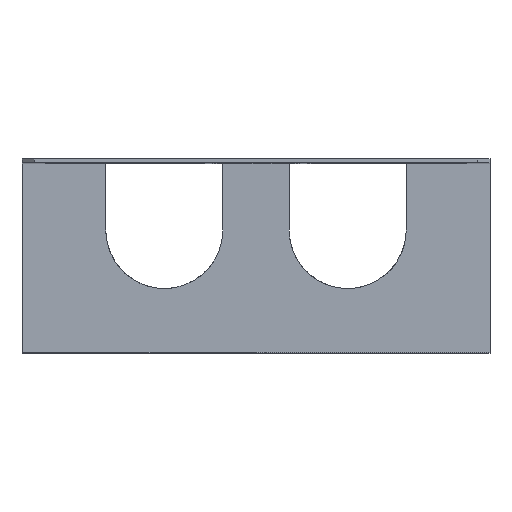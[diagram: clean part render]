
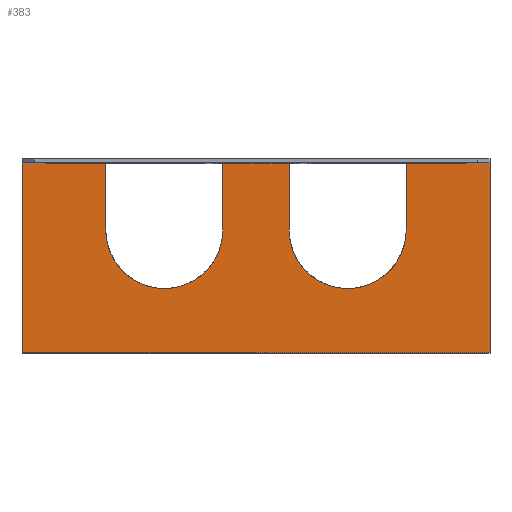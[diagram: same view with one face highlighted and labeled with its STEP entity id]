
A CAD part, top view. The second image highlights one B-rep face of the part: STEP entity #383.
In plain terms, the highlighted planar face has unit normal (0, 0, 1).
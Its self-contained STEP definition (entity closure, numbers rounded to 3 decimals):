
#383=ADVANCED_FACE('',(#689),#5416,.T.);
#689=FACE_OUTER_BOUND('',#1041,.T.);
#1041=EDGE_LOOP('',(#2559,#2560,#2561,#2562,#2563,#2564,#2565,#2566,#2567,
#2568,#2569,#2570));
#2559=ORIENTED_EDGE('',*,*,#3667,.F.);
#2560=ORIENTED_EDGE('',*,*,#3666,.F.);
#2561=ORIENTED_EDGE('',*,*,#3647,.F.);
#2562=ORIENTED_EDGE('',*,*,#3661,.F.);
#2563=ORIENTED_EDGE('',*,*,#3074,.T.);
#2564=ORIENTED_EDGE('',*,*,#3665,.F.);
#2565=ORIENTED_EDGE('',*,*,#3646,.F.);
#2566=ORIENTED_EDGE('',*,*,#3664,.T.);
#2567=ORIENTED_EDGE('',*,*,#3085,.T.);
#2568=ORIENTED_EDGE('',*,*,#3662,.F.);
#2569=ORIENTED_EDGE('',*,*,#3645,.T.);
#2570=ORIENTED_EDGE('',*,*,#3663,.T.);
#3074=EDGE_CURVE('',#4727,#4729,#3735,.T.);
#3085=EDGE_CURVE('',#4736,#4735,#3738,.T.);
#3645=EDGE_CURVE('',#5105,#5106,#4520,.T.);
#3646=EDGE_CURVE('',#5107,#5108,#4521,.T.);
#3647=EDGE_CURVE('',#5104,#5109,#4522,.T.);
#3661=EDGE_CURVE('',#4727,#5104,#3879,.T.);
#3662=EDGE_CURVE('',#5105,#4735,#3880,.T.);
#3663=EDGE_CURVE('',#5106,#5116,#4536,.T.);
#3664=EDGE_CURVE('',#5107,#4736,#3881,.T.);
#3665=EDGE_CURVE('',#5108,#4729,#3882,.T.);
#3666=EDGE_CURVE('',#5109,#5117,#4537,.T.);
#3667=EDGE_CURVE('',#5117,#5116,#4538,.T.);
#3735=(
BOUNDED_CURVE()
B_SPLINE_CURVE(2,(#9700,#9701,#9702,#9703,#9704),.UNSPECIFIED.,.F.,.F.)
B_SPLINE_CURVE_WITH_KNOTS((3,2,3),(-47.124,-23.562,
0.),.UNSPECIFIED.)
CURVE()
GEOMETRIC_REPRESENTATION_ITEM()
RATIONAL_B_SPLINE_CURVE((1.,0.707,1.,0.707,1.))
REPRESENTATION_ITEM('')
);
#3738=(
BOUNDED_CURVE()
B_SPLINE_CURVE(2,(#9731,#9732,#9733,#9734,#9735),.UNSPECIFIED.,.F.,.F.)
B_SPLINE_CURVE_WITH_KNOTS((3,2,3),(-47.124,-23.562,
0.),.UNSPECIFIED.)
CURVE()
GEOMETRIC_REPRESENTATION_ITEM()
RATIONAL_B_SPLINE_CURVE((1.,0.707,1.,0.707,1.))
REPRESENTATION_ITEM('')
);
#3879=(
BOUNDED_CURVE()
B_SPLINE_CURVE(2,(#11482,#11483,#11484,#11485,#11486),.UNSPECIFIED.,.F.,
 .F.)
B_SPLINE_CURVE_WITH_KNOTS((3,2,3),(-1077.019,-1062.815,
-1061.927),.UNSPECIFIED.)
CURVE()
GEOMETRIC_REPRESENTATION_ITEM()
RATIONAL_B_SPLINE_CURVE((1.,1.,1.,1.,1.))
REPRESENTATION_ITEM('')
);
#3880=(
BOUNDED_CURVE()
B_SPLINE_CURVE(2,(#11487,#11488,#11489,#11490,#11491),.UNSPECIFIED.,.F.,
 .F.)
B_SPLINE_CURVE_WITH_KNOTS((3,2,3),(-1138.99,-1138.061,
-1123.189),.UNSPECIFIED.)
CURVE()
GEOMETRIC_REPRESENTATION_ITEM()
RATIONAL_B_SPLINE_CURVE((1.,1.,1.,1.,1.))
REPRESENTATION_ITEM('')
);
#3881=(
BOUNDED_CURVE()
B_SPLINE_CURVE(2,(#11494,#11495,#11496,#11497,#11498),.UNSPECIFIED.,.F.,
 .F.)
B_SPLINE_CURVE_WITH_KNOTS((3,2,3),(1.742,2.671,17.543),
 .UNSPECIFIED.)
CURVE()
GEOMETRIC_REPRESENTATION_ITEM()
RATIONAL_B_SPLINE_CURVE((1.,1.,1.,1.,1.))
REPRESENTATION_ITEM('')
);
#3882=(
BOUNDED_CURVE()
B_SPLINE_CURVE(2,(#11499,#11500,#11501,#11502,#11503),.UNSPECIFIED.,.F.,
 .F.)
B_SPLINE_CURVE_WITH_KNOTS((3,2,3),(-16.093,-15.205,
-1.),.UNSPECIFIED.)
CURVE()
GEOMETRIC_REPRESENTATION_ITEM()
RATIONAL_B_SPLINE_CURVE((1.,1.,1.,1.,1.))
REPRESENTATION_ITEM('')
);
#4520=B_SPLINE_CURVE_WITH_KNOTS('',1,(#11450,#11451),.UNSPECIFIED.,.F.,
 .F.,(2,2),(0.,21.5),.UNSPECIFIED.);
#4521=B_SPLINE_CURVE_WITH_KNOTS('',1,(#11452,#11453),.UNSPECIFIED.,.F.,
 .F.,(2,2),(69.2,86.2),.UNSPECIFIED.);
#4522=B_SPLINE_CURVE_WITH_KNOTS('',1,(#11454,#11455),.UNSPECIFIED.,.F.,
 .F.,(2,2),(116.2,137.7),.UNSPECIFIED.);
#4536=B_SPLINE_CURVE_WITH_KNOTS('',1,(#11492,#11493),.UNSPECIFIED.,.F.,
 .F.,(2,2),(387.435,432.016),.UNSPECIFIED.);
#4537=B_SPLINE_CURVE_WITH_KNOTS('',1,(#11504,#11505),.UNSPECIFIED.,.F.,
 .F.,(2,2),(-271.865,-230.815),.UNSPECIFIED.);
#4538=B_SPLINE_CURVE_WITH_KNOTS('',1,(#11506,#11507),.UNSPECIFIED.,.F.,
 .F.,(2,2),(-124.8,-4.8),.UNSPECIFIED.);
#4727=VERTEX_POINT('',#8703);
#4729=VERTEX_POINT('',#8705);
#4735=VERTEX_POINT('',#8711);
#4736=VERTEX_POINT('',#8712);
#5104=VERTEX_POINT('',#9080);
#5105=VERTEX_POINT('',#9081);
#5106=VERTEX_POINT('',#9082);
#5107=VERTEX_POINT('',#9083);
#5108=VERTEX_POINT('',#9084);
#5109=VERTEX_POINT('',#9085);
#5116=VERTEX_POINT('',#9092);
#5117=VERTEX_POINT('',#9093);
#5416=PLANE('',#5702);
#5702=AXIS2_PLACEMENT_3D('',#8512,#5903,$);
#5903=DIRECTION('',(0.,0.,1.));
#8512=CARTESIAN_POINT('',(124.474,65.523,-54.001));
#8703=CARTESIAN_POINT('',(228.974,98.023,-54.001));
#8705=CARTESIAN_POINT('',(198.974,98.023,-54.001));
#8711=CARTESIAN_POINT('',(151.974,98.023,-54.001));
#8712=CARTESIAN_POINT('',(181.974,98.023,-54.001));
#9080=CARTESIAN_POINT('',(228.974,115.023,-54.001));
#9081=CARTESIAN_POINT('',(151.974,115.023,-54.001));
#9082=CARTESIAN_POINT('',(130.474,115.023,-54.001));
#9083=CARTESIAN_POINT('',(181.974,115.023,-54.001));
#9084=CARTESIAN_POINT('',(198.974,115.023,-54.001));
#9085=CARTESIAN_POINT('',(250.474,115.023,-54.001));
#9092=CARTESIAN_POINT('',(130.474,66.523,-54.001));
#9093=CARTESIAN_POINT('',(250.474,66.523,-54.001));
#9700=CARTESIAN_POINT('',(228.974,98.023,-54.001));
#9701=CARTESIAN_POINT('',(228.974,83.023,-54.001));
#9702=CARTESIAN_POINT('',(213.974,83.023,-54.001));
#9703=CARTESIAN_POINT('',(198.974,83.023,-54.001));
#9704=CARTESIAN_POINT('',(198.974,98.023,-54.001));
#9731=CARTESIAN_POINT('',(181.974,98.023,-54.001));
#9732=CARTESIAN_POINT('',(181.974,83.023,-54.001));
#9733=CARTESIAN_POINT('',(166.974,83.023,-54.001));
#9734=CARTESIAN_POINT('',(151.974,83.023,-54.001));
#9735=CARTESIAN_POINT('',(151.974,98.023,-54.001));
#11450=CARTESIAN_POINT('',(151.974,115.023,-54.001));
#11451=CARTESIAN_POINT('',(130.474,115.023,-54.001));
#11452=CARTESIAN_POINT('',(181.974,115.023,-54.001));
#11453=CARTESIAN_POINT('',(198.974,115.023,-54.001));
#11454=CARTESIAN_POINT('',(228.974,115.023,-54.001));
#11455=CARTESIAN_POINT('',(250.474,115.023,-54.001));
#11482=CARTESIAN_POINT('',(228.974,98.023,-54.001));
#11483=CARTESIAN_POINT('',(228.974,106.023,-54.001));
#11484=CARTESIAN_POINT('',(228.974,114.023,-54.001));
#11485=CARTESIAN_POINT('',(228.974,114.523,-54.001));
#11486=CARTESIAN_POINT('',(228.974,115.023,-54.001));
#11487=CARTESIAN_POINT('',(151.974,115.023,-54.001));
#11488=CARTESIAN_POINT('',(151.974,114.523,-54.001));
#11489=CARTESIAN_POINT('',(151.974,114.023,-54.001));
#11490=CARTESIAN_POINT('',(151.974,106.023,-54.001));
#11491=CARTESIAN_POINT('',(151.974,98.023,-54.001));
#11492=CARTESIAN_POINT('',(130.474,115.023,-54.001));
#11493=CARTESIAN_POINT('',(130.474,66.523,-54.001));
#11494=CARTESIAN_POINT('',(181.974,115.023,-54.001));
#11495=CARTESIAN_POINT('',(181.974,114.523,-54.001));
#11496=CARTESIAN_POINT('',(181.974,114.023,-54.001));
#11497=CARTESIAN_POINT('',(181.974,106.023,-54.001));
#11498=CARTESIAN_POINT('',(181.974,98.023,-54.001));
#11499=CARTESIAN_POINT('',(198.974,115.023,-54.001));
#11500=CARTESIAN_POINT('',(198.974,114.523,-54.001));
#11501=CARTESIAN_POINT('',(198.974,114.023,-54.001));
#11502=CARTESIAN_POINT('',(198.974,106.023,-54.001));
#11503=CARTESIAN_POINT('',(198.974,98.023,-54.001));
#11504=CARTESIAN_POINT('',(250.474,115.023,-54.001));
#11505=CARTESIAN_POINT('',(250.474,66.523,-54.001));
#11506=CARTESIAN_POINT('',(250.474,66.523,-54.001));
#11507=CARTESIAN_POINT('',(130.474,66.523,-54.001));
